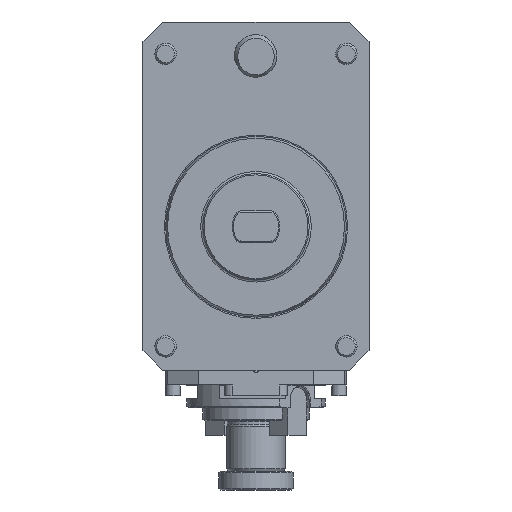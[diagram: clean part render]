
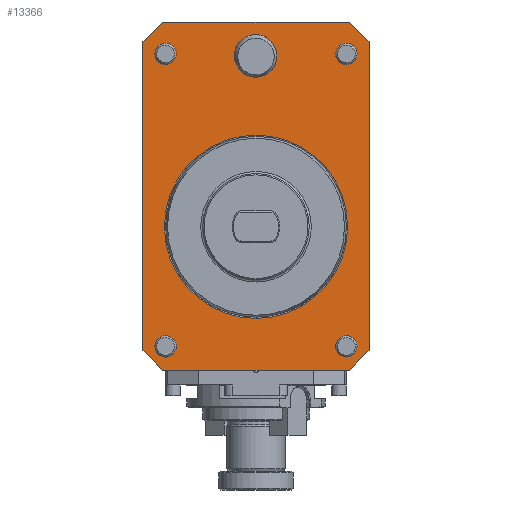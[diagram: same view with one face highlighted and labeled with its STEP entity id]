
A CAD part, front view. The second image highlights one B-rep face of the part: STEP entity #13366.
In plain terms, the highlighted planar face has unit normal (0, -1, 0).
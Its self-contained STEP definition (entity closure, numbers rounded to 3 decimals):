
#268 = LINE ( 'NONE', #25877, #11446 ) ;
#516 = VECTOR ( 'NONE', #16059, 1000. ) ;
#758 = CARTESIAN_POINT ( 'NONE',  ( 34., -80., 65. ) ) ;
#826 = CARTESIAN_POINT ( 'NONE',  ( -34., -80., -41. ) ) ;
#847 = ORIENTED_EDGE ( 'NONE', *, *, #23676, .T. ) ;
#1055 = AXIS2_PLACEMENT_3D ( 'NONE', #17263, #6659, #19053 ) ;
#1178 = EDGE_LOOP ( 'NONE', ( #17662 ) ) ;
#1191 = AXIS2_PLACEMENT_3D ( 'NONE', #27137, #10609, #16686 ) ;
#1665 = FACE_BOUND ( 'NONE', #27043, .T. ) ;
#1710 = ORIENTED_EDGE ( 'NONE', *, *, #26388, .T. ) ;
#1908 = CARTESIAN_POINT ( 'NONE',  ( 42.5, -80., -46.5 ) ) ;
#1949 = CARTESIAN_POINT ( 'NONE',  ( 42.5, -80., -46.5 ) ) ;
#2173 = EDGE_CURVE ( 'NONE', #15677, #4739, #9715, .T. ) ;
#2340 = EDGE_LOOP ( 'NONE', ( #3909 ) ) ;
#2455 = CARTESIAN_POINT ( 'NONE',  ( 34., -80., 69. ) ) ;
#2965 = CARTESIAN_POINT ( 'NONE',  ( -35., -80., -54. ) ) ;
#3187 = ORIENTED_EDGE ( 'NONE', *, *, #15514, .T. ) ;
#3868 = DIRECTION ( 'NONE',  ( 0., 1., 0. ) ) ;
#3873 = FACE_BOUND ( 'NONE', #1178, .T. ) ;
#3909 = ORIENTED_EDGE ( 'NONE', *, *, #14173, .T. ) ;
#4240 = AXIS2_PLACEMENT_3D ( 'NONE', #10200, #6209, #12263 ) ;
#4272 = DIRECTION ( 'NONE',  ( 1., 0., 0. ) ) ;
#4285 = FACE_BOUND ( 'NONE', #18914, .T. ) ;
#4440 = EDGE_CURVE ( 'NONE', #27254, #27254, #12905, .T. ) ;
#4592 = AXIS2_PLACEMENT_3D ( 'NONE', #10195, #3868, #18606 ) ;
#4718 = EDGE_LOOP ( 'NONE', ( #847 ) ) ;
#4739 = VERTEX_POINT ( 'NONE', #8923 ) ;
#4912 = CIRCLE ( 'NONE', #8422, 4. ) ;
#5105 = DIRECTION ( 'NONE',  ( 0., 1., 0. ) ) ;
#5176 = CIRCLE ( 'NONE', #1191, 4. ) ;
#5360 = CARTESIAN_POINT ( 'NONE',  ( 35., -80., 77. ) ) ;
#5403 = EDGE_CURVE ( 'NONE', #20672, #20672, #7224, .T. ) ;
#5658 = ORIENTED_EDGE ( 'NONE', *, *, #4440, .T. ) ;
#5761 = VECTOR ( 'NONE', #12275, 1000. ) ;
#6209 = DIRECTION ( 'NONE',  ( 0., 1., 0. ) ) ;
#6301 = LINE ( 'NONE', #23117, #9198 ) ;
#6598 = AXIS2_PLACEMENT_3D ( 'NONE', #758, #9148, #14448 ) ;
#6659 = DIRECTION ( 'NONE',  ( 0., 1., 0. ) ) ;
#6745 = DIRECTION ( 'NONE',  ( 0., 0., 1. ) ) ;
#7013 = LINE ( 'NONE', #22579, #16373 ) ;
#7049 = ORIENTED_EDGE ( 'NONE', *, *, #23911, .T. ) ;
#7107 = DIRECTION ( 'NONE',  ( 0., 0., 1. ) ) ;
#7224 = CIRCLE ( 'NONE', #1055, 34.465 ) ;
#7239 = CIRCLE ( 'NONE', #4592, 7.6 ) ;
#7310 = CARTESIAN_POINT ( 'NONE',  ( -34., -80., -45. ) ) ;
#7393 = VECTOR ( 'NONE', #6745, 1000. ) ;
#7570 = DIRECTION ( 'NONE',  ( 0., 0., 1. ) ) ;
#7729 = DIRECTION ( 'NONE',  ( 0., 0., -1. ) ) ;
#8140 = VERTEX_POINT ( 'NONE', #12252 ) ;
#8324 = VERTEX_POINT ( 'NONE', #26729 ) ;
#8422 = AXIS2_PLACEMENT_3D ( 'NONE', #7310, #5105, #7570 ) ;
#8542 = FACE_BOUND ( 'NONE', #17254, .T. ) ;
#8707 = CARTESIAN_POINT ( 'NONE',  ( -42.5, -80., -46.5 ) ) ;
#8800 = CARTESIAN_POINT ( 'NONE',  ( 34., -80., -41. ) ) ;
#8923 = CARTESIAN_POINT ( 'NONE',  ( -35., -80., 77. ) ) ;
#9148 = DIRECTION ( 'NONE',  ( 0., 1., 0. ) ) ;
#9187 = EDGE_CURVE ( 'NONE', #8140, #8140, #7239, .T. ) ;
#9198 = VECTOR ( 'NONE', #12628, 1000. ) ;
#9715 = LINE ( 'NONE', #26515, #516 ) ;
#10195 = CARTESIAN_POINT ( 'NONE',  ( -0.163, -80., 64.252 ) ) ;
#10200 = CARTESIAN_POINT ( 'NONE',  ( 0., -80., 34. ) ) ;
#10236 = ORIENTED_EDGE ( 'NONE', *, *, #25721, .T. ) ;
#10609 = DIRECTION ( 'NONE',  ( 0., 1., 0. ) ) ;
#10726 = CARTESIAN_POINT ( 'NONE',  ( 42.5, -80., 77. ) ) ;
#11179 = AXIS2_PLACEMENT_3D ( 'NONE', #15516, #25959, #7107 ) ;
#11446 = VECTOR ( 'NONE', #12781, 1000. ) ;
#12252 = CARTESIAN_POINT ( 'NONE',  ( -0.163, -80., 71.852 ) ) ;
#12263 = DIRECTION ( 'NONE',  ( 0., 0., 1. ) ) ;
#12275 = DIRECTION ( 'NONE',  ( 0.707, 0., 0.707 ) ) ;
#12402 = FACE_BOUND ( 'NONE', #4718, .T. ) ;
#12628 = DIRECTION ( 'NONE',  ( -0.707, 0., 0.707 ) ) ;
#12781 = DIRECTION ( 'NONE',  ( 0.707, 0., -0.707 ) ) ;
#12905 = CIRCLE ( 'NONE', #11179, 4. ) ;
#13134 = CIRCLE ( 'NONE', #6598, 4. ) ;
#13366 = ADVANCED_FACE ( 'Defeature completata1_4', ( #1665, #12402, #22631, #8542, #4285, #22764, #3873 ), #24670, .F. ) ;
#13754 = VERTEX_POINT ( 'NONE', #2965 ) ;
#14168 = CARTESIAN_POINT ( 'NONE',  ( -42.5, -80., 77. ) ) ;
#14173 = EDGE_CURVE ( 'NONE', #19412, #19412, #5176, .T. ) ;
#14448 = DIRECTION ( 'NONE',  ( 0., 0., 1. ) ) ;
#14474 = LINE ( 'NONE', #1949, #5761 ) ;
#14504 = VERTEX_POINT ( 'NONE', #1908 ) ;
#14585 = LINE ( 'NONE', #25604, #27159 ) ;
#15012 = EDGE_LOOP ( 'NONE', ( #22931, #10236, #3187, #7049, #19614, #1710, #21996, #23960 ) ) ;
#15136 = VERTEX_POINT ( 'NONE', #2455 ) ;
#15494 = EDGE_CURVE ( 'NONE', #13754, #19636, #14585, .T. ) ;
#15514 = EDGE_CURVE ( 'NONE', #14504, #26045, #19262, .T. ) ;
#15516 = CARTESIAN_POINT ( 'NONE',  ( -34., -80., 65. ) ) ;
#15677 = VERTEX_POINT ( 'NONE', #5360 ) ;
#15830 = DIRECTION ( 'NONE',  ( -0.707, 0., -0.707 ) ) ;
#16059 = DIRECTION ( 'NONE',  ( -1., 0., 0. ) ) ;
#16373 = VECTOR ( 'NONE', #15830, 1000. ) ;
#16686 = DIRECTION ( 'NONE',  ( 0., 0., 1. ) ) ;
#16752 = VECTOR ( 'NONE', #7729, 1000. ) ;
#17254 = EDGE_LOOP ( 'NONE', ( #5658 ) ) ;
#17263 = CARTESIAN_POINT ( 'NONE',  ( 0., -80., 0. ) ) ;
#17662 = ORIENTED_EDGE ( 'NONE', *, *, #5403, .T. ) ;
#17672 = EDGE_CURVE ( 'NONE', #26019, #26019, #4912, .T. ) ;
#18193 = ORIENTED_EDGE ( 'NONE', *, *, #9187, .T. ) ;
#18281 = VERTEX_POINT ( 'NONE', #8707 ) ;
#18606 = DIRECTION ( 'NONE',  ( 0., 0., 1. ) ) ;
#18876 = CARTESIAN_POINT ( 'NONE',  ( 35., -80., -54. ) ) ;
#18914 = EDGE_LOOP ( 'NONE', ( #18193 ) ) ;
#19053 = DIRECTION ( 'NONE',  ( 0., 0., 1. ) ) ;
#19262 = LINE ( 'NONE', #10726, #7393 ) ;
#19412 = VERTEX_POINT ( 'NONE', #8800 ) ;
#19571 = CARTESIAN_POINT ( 'NONE',  ( 42.5, -80., 69.5 ) ) ;
#19614 = ORIENTED_EDGE ( 'NONE', *, *, #2173, .T. ) ;
#19636 = VERTEX_POINT ( 'NONE', #18876 ) ;
#20350 = EDGE_CURVE ( 'NONE', #8324, #18281, #22342, .T. ) ;
#20672 = VERTEX_POINT ( 'NONE', #24925 ) ;
#21996 = ORIENTED_EDGE ( 'NONE', *, *, #20350, .T. ) ;
#22105 = ORIENTED_EDGE ( 'NONE', *, *, #17672, .T. ) ;
#22342 = LINE ( 'NONE', #14168, #16752 ) ;
#22579 = CARTESIAN_POINT ( 'NONE',  ( -42.5, -80., 69.5 ) ) ;
#22631 = FACE_BOUND ( 'NONE', #2340, .T. ) ;
#22764 = FACE_OUTER_BOUND ( 'NONE', #15012, .T. ) ;
#22931 = ORIENTED_EDGE ( 'NONE', *, *, #15494, .T. ) ;
#23117 = CARTESIAN_POINT ( 'NONE',  ( 35., -80., 77. ) ) ;
#23676 = EDGE_CURVE ( 'NONE', #15136, #15136, #13134, .T. ) ;
#23749 = EDGE_CURVE ( 'NONE', #18281, #13754, #268, .T. ) ;
#23911 = EDGE_CURVE ( 'NONE', #26045, #15677, #6301, .T. ) ;
#23960 = ORIENTED_EDGE ( 'NONE', *, *, #23749, .T. ) ;
#24670 = PLANE ( 'NONE',  #4240 ) ;
#24925 = CARTESIAN_POINT ( 'NONE',  ( 0., -80., 34.465 ) ) ;
#25604 = CARTESIAN_POINT ( 'NONE',  ( -42.5, -80., -54. ) ) ;
#25721 = EDGE_CURVE ( 'NONE', #19636, #14504, #14474, .T. ) ;
#25877 = CARTESIAN_POINT ( 'NONE',  ( -35., -80., -54. ) ) ;
#25959 = DIRECTION ( 'NONE',  ( 0., 1., 0. ) ) ;
#26019 = VERTEX_POINT ( 'NONE', #826 ) ;
#26045 = VERTEX_POINT ( 'NONE', #19571 ) ;
#26388 = EDGE_CURVE ( 'NONE', #4739, #8324, #7013, .T. ) ;
#26515 = CARTESIAN_POINT ( 'NONE',  ( -42.5, -80., 77. ) ) ;
#26729 = CARTESIAN_POINT ( 'NONE',  ( -42.5, -80., 69.5 ) ) ;
#26988 = CARTESIAN_POINT ( 'NONE',  ( -34., -80., 69. ) ) ;
#27043 = EDGE_LOOP ( 'NONE', ( #22105 ) ) ;
#27137 = CARTESIAN_POINT ( 'NONE',  ( 34., -80., -45. ) ) ;
#27159 = VECTOR ( 'NONE', #4272, 1000. ) ;
#27254 = VERTEX_POINT ( 'NONE', #26988 ) ;
